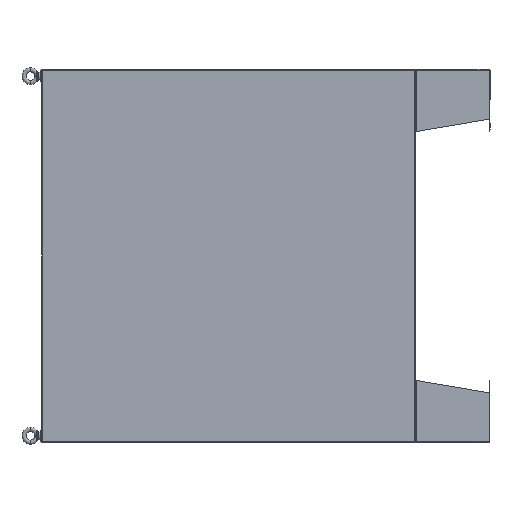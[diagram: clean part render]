
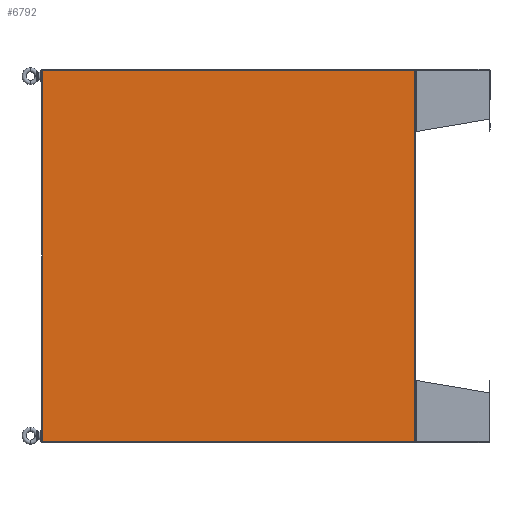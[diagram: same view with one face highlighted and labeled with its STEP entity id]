
A CAD part, left-side view. The second image highlights one B-rep face of the part: STEP entity #6792.
In plain terms, the highlighted face is planar.
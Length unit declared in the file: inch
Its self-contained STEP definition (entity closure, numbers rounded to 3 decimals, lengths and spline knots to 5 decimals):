
#3345 = VERTEX_POINT ( 'NONE', #12917 ) ;
#6792 = ADVANCED_FACE ( 'NONE', ( #141394 ), #46926, .F. ) ;
#12492 = ORIENTED_EDGE ( 'NONE', *, *, #195507, .F. ) ;
#12917 = CARTESIAN_POINT ( 'NONE',  ( -29.8885, 0.095, 29.9675 ) ) ;
#22158 = EDGE_CURVE ( 'NONE', #127631, #101565, #129019, .T. ) ;
#37913 = VECTOR ( 'NONE', #50121, 39.37008 ) ;
#46926 = PLANE ( 'NONE',  #172062 ) ;
#47568 = DIRECTION ( 'NONE',  ( 0., 0., -1. ) ) ;
#48937 = DIRECTION ( 'NONE',  ( -1., 0., 0. ) ) ;
#50121 = DIRECTION ( 'NONE',  ( 0., 0., -1. ) ) ;
#50234 = VECTOR ( 'NONE', #48937, 39.37008 ) ;
#50409 = CARTESIAN_POINT ( 'NONE',  ( -29.8885, 0.095, -29.9675 ) ) ;
#50688 = ORIENTED_EDGE ( 'NONE', *, *, #22158, .F. ) ;
#67615 = VECTOR ( 'NONE', #192616, 39.37008 ) ;
#76643 = VECTOR ( 'NONE', #93883, 39.37008 ) ;
#79696 = VERTEX_POINT ( 'NONE', #86549 ) ;
#86549 = CARTESIAN_POINT ( 'NONE',  ( 29.8885, 0.095, 29.9675 ) ) ;
#92057 = LINE ( 'NONE', #142896, #50234 ) ;
#93336 = CARTESIAN_POINT ( 'NONE',  ( 29.8885, 0.095, -29.9675 ) ) ;
#93883 = DIRECTION ( 'NONE',  ( 0., 0., 1. ) ) ;
#101565 = VERTEX_POINT ( 'NONE', #93336 ) ;
#123689 = ORIENTED_EDGE ( 'NONE', *, *, #126672, .F. ) ;
#124408 = CARTESIAN_POINT ( 'NONE',  ( -30.0315, 0.095, -29.9675 ) ) ;
#126672 = EDGE_CURVE ( 'NONE', #3345, #127631, #179935, .T. ) ;
#127631 = VERTEX_POINT ( 'NONE', #50409 ) ;
#129019 = LINE ( 'NONE', #145508, #67615 ) ;
#132186 = EDGE_LOOP ( 'NONE', ( #123689, #187461, #12492, #50688 ) ) ;
#141394 = FACE_OUTER_BOUND ( 'NONE', #132186, .T. ) ;
#142896 = CARTESIAN_POINT ( 'NONE',  ( -30.0315, 0.095, 29.9675 ) ) ;
#145227 = LINE ( 'NONE', #156099, #76643 ) ;
#145508 = CARTESIAN_POINT ( 'NONE',  ( -30.0315, 0.095, -29.9675 ) ) ;
#156099 = CARTESIAN_POINT ( 'NONE',  ( 29.8885, 0.095, -29.9675 ) ) ;
#158394 = CARTESIAN_POINT ( 'NONE',  ( -29.8885, 0.095, -29.9675 ) ) ;
#165894 = EDGE_CURVE ( 'NONE', #79696, #3345, #92057, .T. ) ;
#170928 = DIRECTION ( 'NONE',  ( 0., -1., 0. ) ) ;
#172062 = AXIS2_PLACEMENT_3D ( 'NONE', #124408, #170928, #47568 ) ;
#179935 = LINE ( 'NONE', #158394, #37913 ) ;
#187461 = ORIENTED_EDGE ( 'NONE', *, *, #165894, .F. ) ;
#192616 = DIRECTION ( 'NONE',  ( 1., 0., 0. ) ) ;
#195507 = EDGE_CURVE ( 'NONE', #101565, #79696, #145227, .T. ) ;
